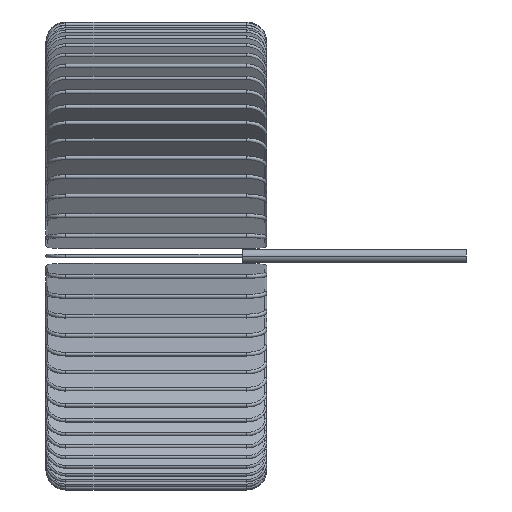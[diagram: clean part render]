
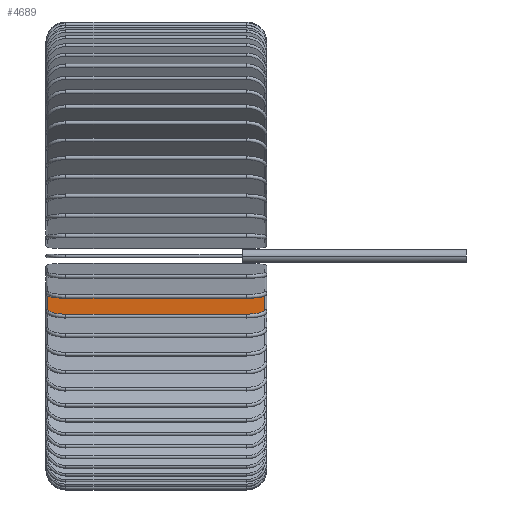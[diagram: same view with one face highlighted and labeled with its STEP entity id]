
A CAD part, left-side view. The second image highlights one B-rep face of the part: STEP entity #4689.
In plain terms, the highlighted planar face has unit normal (-0.259, 0, 0.966).
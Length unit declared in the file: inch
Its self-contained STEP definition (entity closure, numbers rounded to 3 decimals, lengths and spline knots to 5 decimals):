
#4517=DIRECTION('',(0.,-1.,0.));
#4518=VECTOR('',#4517,0.454);
#4519=CARTESIAN_POINT('',(-0.56346,0.504,-0.1458));
#4520=LINE('',#4519,#4518);
#4521=CARTESIAN_POINT('',(-0.52,0.504,-0.13416));
#4522=DIRECTION('',(-0.259,0.,0.966));
#4523=DIRECTION('',(0.,1.,0.));
#4524=AXIS2_PLACEMENT_3D('',#4521,#4522,#4523);
#4526=DIRECTION('',(-0.966,0.,-0.259));
#4527=VECTOR('',#4526,0.22);
#4528=CARTESIAN_POINT('',(-0.30749,0.549,-0.07722));
#4529=LINE('',#4528,#4527);
#4530=CARTESIAN_POINT('',(-0.30749,0.504,-0.07722));
#4531=DIRECTION('',(-0.259,0.,0.966));
#4532=DIRECTION('',(0.966,0.,0.259));
#4533=AXIS2_PLACEMENT_3D('',#4530,#4531,#4532);
#4535=DIRECTION('',(0.,1.,0.));
#4536=VECTOR('',#4535,0.454);
#4537=CARTESIAN_POINT('',(-0.26403,0.05,-0.06557));
#4538=LINE('',#4537,#4536);
#4539=CARTESIAN_POINT('',(-0.30749,0.05,-0.07722));
#4540=DIRECTION('',(-0.259,0.,0.966));
#4541=DIRECTION('',(0.,-1.,0.));
#4542=AXIS2_PLACEMENT_3D('',#4539,#4540,#4541);
#4544=DIRECTION('',(0.966,0.,0.259));
#4545=VECTOR('',#4544,0.22);
#4546=CARTESIAN_POINT('',(-0.52,0.005,-0.13416));
#4547=LINE('',#4546,#4545);
#4548=CARTESIAN_POINT('',(-0.52,0.05,-0.13416));
#4549=DIRECTION('',(-0.259,0.,0.966));
#4550=DIRECTION('',(-0.966,0.,-0.259));
#4551=AXIS2_PLACEMENT_3D('',#4548,#4549,#4550);
#4587=CARTESIAN_POINT('',(-0.56346,0.504,-0.1458));
#4588=CARTESIAN_POINT('',(-0.56346,0.05,-0.1458));
#4589=VERTEX_POINT('',#4587);
#4590=VERTEX_POINT('',#4588);
#4593=CARTESIAN_POINT('',(-0.52,0.005,-0.13416));
#4594=VERTEX_POINT('',#4593);
#4597=CARTESIAN_POINT('',(-0.30749,0.005,-0.07722));
#4598=VERTEX_POINT('',#4597);
#4601=CARTESIAN_POINT('',(-0.26403,0.05,-0.06557));
#4602=VERTEX_POINT('',#4601);
#4605=CARTESIAN_POINT('',(-0.26403,0.504,-0.06557));
#4606=VERTEX_POINT('',#4605);
#4609=CARTESIAN_POINT('',(-0.30749,0.549,-0.07722));
#4610=VERTEX_POINT('',#4609);
#4613=CARTESIAN_POINT('',(-0.52,0.549,-0.13416));
#4614=VERTEX_POINT('',#4613);
#4668=CARTESIAN_POINT('',(-0.56829,0.,-0.1471));
#4669=DIRECTION('',(-0.259,0.,0.966));
#4670=DIRECTION('',(0.966,0.,0.259));
#4671=AXIS2_PLACEMENT_3D('',#4668,#4669,#4670);
#4672=PLANE('',#4671);
#4673=ORIENTED_EDGE('',*,*,#4661,.F.);
#4674=ORIENTED_EDGE('',*,*,#4624,.F.);
#4676=ORIENTED_EDGE('',*,*,#4675,.F.);
#4678=ORIENTED_EDGE('',*,*,#4677,.F.);
#4680=ORIENTED_EDGE('',*,*,#4679,.F.);
#4682=ORIENTED_EDGE('',*,*,#4681,.F.);
#4684=ORIENTED_EDGE('',*,*,#4683,.F.);
#4686=ORIENTED_EDGE('',*,*,#4685,.F.);
#4687=EDGE_LOOP('',(#4673,#4674,#4676,#4678,#4680,#4682,#4684,#4686));
#4688=FACE_OUTER_BOUND('',#4687,.F.);
#4525=CIRCLE('',#4524,0.045);
#4534=CIRCLE('',#4533,0.045);
#4543=CIRCLE('',#4542,0.045);
#4552=CIRCLE('',#4551,0.045);
#4624=EDGE_CURVE('',#4614,#4589,#4525,.T.);
#4661=EDGE_CURVE('',#4589,#4590,#4520,.T.);
#4675=EDGE_CURVE('',#4610,#4614,#4529,.T.);
#4677=EDGE_CURVE('',#4606,#4610,#4534,.T.);
#4679=EDGE_CURVE('',#4602,#4606,#4538,.T.);
#4681=EDGE_CURVE('',#4598,#4602,#4543,.T.);
#4683=EDGE_CURVE('',#4594,#4598,#4547,.T.);
#4685=EDGE_CURVE('',#4590,#4594,#4552,.T.);
#4689=ADVANCED_FACE('',(#4688),#4672,.T.);
